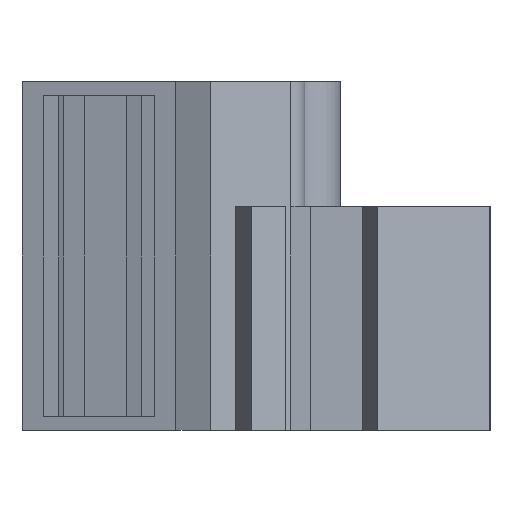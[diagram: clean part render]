
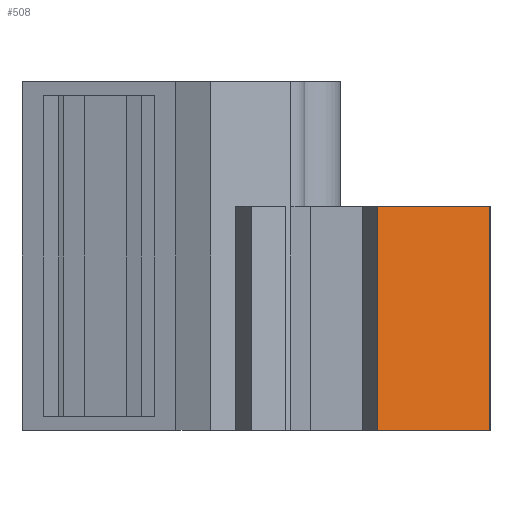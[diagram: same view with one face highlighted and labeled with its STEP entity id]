
A CAD part, left-side view. The second image highlights one B-rep face of the part: STEP entity #508.
In plain terms, the highlighted planar face has unit normal (-0.866, -0.499, 0).
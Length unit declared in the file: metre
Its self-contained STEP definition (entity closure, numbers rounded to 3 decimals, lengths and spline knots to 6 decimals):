
#508=ADVANCED_FACE('',(#1112),#1113,.T.);
#1112=FACE_OUTER_BOUND('',#1806,.T.);
#1113=PLANE('',#1807);
#1806=EDGE_LOOP('',(#3313,#3314,#3315,#3316));
#1807=AXIS2_PLACEMENT_3D('',#3317,#3318,#3319);
#3313=ORIENTED_EDGE('',*,*,#4846,.F.);
#3314=ORIENTED_EDGE('',*,*,#4917,.F.);
#3315=ORIENTED_EDGE('',*,*,#4918,.F.);
#3316=ORIENTED_EDGE('',*,*,#4914,.T.);
#3317=CARTESIAN_POINT('',(0.150377,0.19272,-0.011251));
#3318=DIRECTION('',(-0.866,-0.5,0.0));
#3319=DIRECTION('',(0.5,-0.866,0.0));
#4846=EDGE_CURVE('',#6027,#6029,#6030,.T.);
#4914=EDGE_CURVE('',#6139,#6029,#6140,.T.);
#4917=EDGE_CURVE('',#6143,#6027,#6144,.T.);
#4918=EDGE_CURVE('',#6139,#6143,#6145,.T.);
#6027=VERTEX_POINT('',#7784);
#6029=VERTEX_POINT('',#7787);
#6030=LINE('',#7788,#7789);
#6139=VERTEX_POINT('',#7948);
#6140=LINE('',#7949,#7950);
#6143=VERTEX_POINT('',#7954);
#6144=LINE('',#7955,#7956);
#6145=LINE('',#7957,#7958);
#7784=CARTESIAN_POINT('',(0.14713,0.198351,0.));
#7787=CARTESIAN_POINT('',(0.150377,0.19272,0.));
#7788=CARTESIAN_POINT('',(0.155737,0.183425,0.));
#7789=VECTOR('',#8919,1.0);
#7948=CARTESIAN_POINT('',(0.150377,0.19272,-0.01125));
#7949=CARTESIAN_POINT('',(0.150377,0.19272,-0.011251));
#7950=VECTOR('',#8985,1.0);
#7954=CARTESIAN_POINT('',(0.14713,0.198351,-0.01125));
#7955=CARTESIAN_POINT('',(0.14713,0.198351,-0.011251));
#7956=VECTOR('',#8987,1.0);
#7957=CARTESIAN_POINT('',(0.155737,0.183425,-0.01125));
#7958=VECTOR('',#8988,1.0);
#8919=DIRECTION('',(0.5,-0.866,0.0));
#8985=DIRECTION('',(0.0,0.0,1.0));
#8987=DIRECTION('',(0.0,0.0,1.0));
#8988=DIRECTION('',(-0.5,0.866,0.0));
